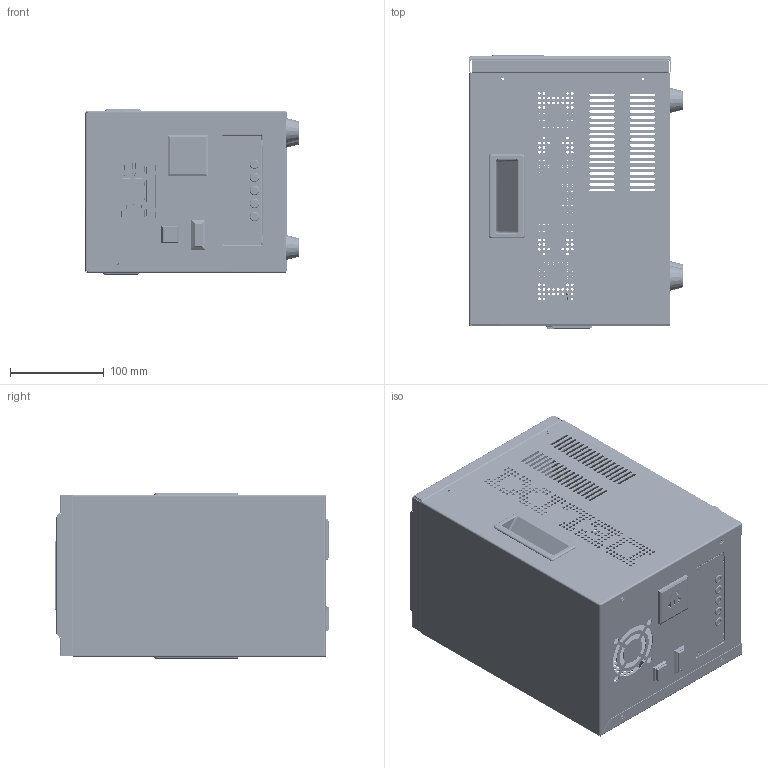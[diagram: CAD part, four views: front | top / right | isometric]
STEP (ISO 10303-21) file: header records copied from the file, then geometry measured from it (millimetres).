
FILE_DESCRIPTION (( 'STEP AP214' ), '1' );
FILE_NAME ('NCR-3KVA三维图-202508.STEP', '2025-08-19T08:09:02', ( 'China' ), ( 'Home' ), 'SwSTEP 2.0', 'SolidWorks 2020', '' );
FILE_SCHEMA (( 'AUTOMOTIVE_DESIGN' ));
Length unit declared in the file: millimetre
Products named in the file (15): 綴啣1; 50℅72LED珆尨そ; 諉盄傷赽; 弊梓拻脣; 珆尨そ蚾饜; 5K枑忒; 諉盄啣; TND-2k砎々褐(詢僅13.6); 偌聽; NCR-2K裔赽; 摒倰徹霜羲壽; 桶遺; 諉盄啣蚾饜极; NCR-2K醱啣; NCR-3KVA三维图-202508
Assembly tree (18 placements, depth 3):
  NCR-3KVA三维图-202508
    綴啣1
    諉盄啣蚾饜极
      諉盄啣
      諉盄傷赽
    NCR-2K醱啣
    5K枑忒  x2
    偌聽
    珆尨そ蚾饜
      50℅72LED珆尨そ
      桶遺
    摒倰徹霜羲壽
    弊梓拻脣
    NCR-2K裔赽
    TND-2k砎々褐(詢僅13.6)  x4
Bounding box: 228.2 x 293.75 x 177 mm (x, y, z)
Volume: 422307.5 mm3; surface area: 740208.6 mm2
Topology: 21 solids, 21 shells, 3385 faces, 9096 edges, 5851 vertices
Faces by surface type: cylinder 1692, plane 1483, torus 114, bspline 56, cone 20, sphere 20
Entity records: 123337 total; most frequent: CARTESIAN_POINT 20208, DIRECTION 18444, ORIENTED_EDGE 17616, EDGE_CURVE 8808, AXIS2_PLACEMENT_3D 6680, VERTEX_POINT 5696, VECTOR 5084, LINE 5084
